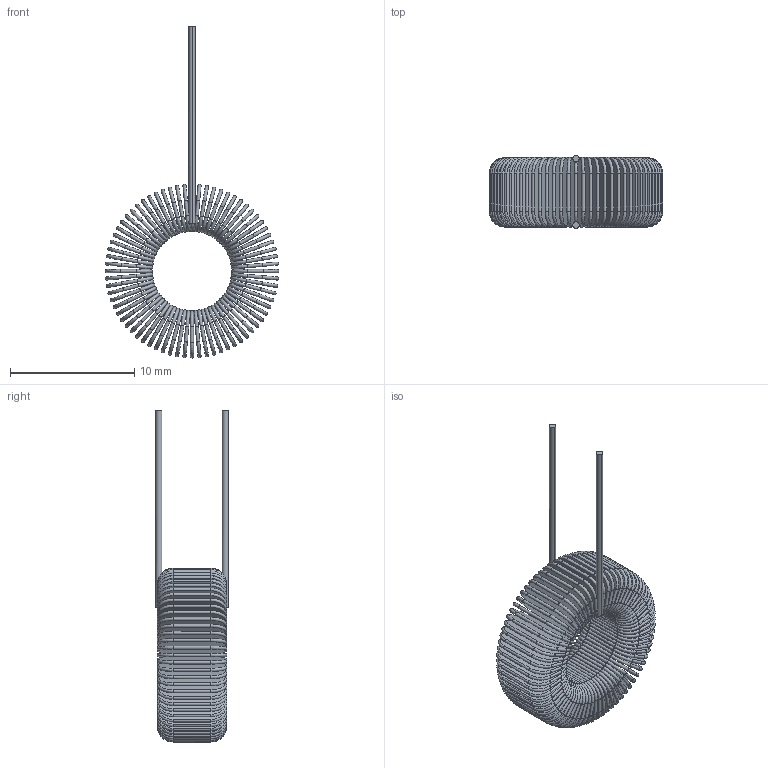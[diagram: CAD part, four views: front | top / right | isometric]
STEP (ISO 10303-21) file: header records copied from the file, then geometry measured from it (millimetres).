
FILE_DESCRIPTION((''),'2;1');
FILE_NAME('5706-RC','2012-08-14T',('ryans'),('Bourns, Inc.'),'PRO/ENGINEER BY PARAMETRIC TECHNOLOGY CORPORATION, 2010100','PRO/ENGINEER BY PARAMETRIC TECHNOLOGY CORPORATION, 2010100','');
FILE_SCHEMA(('CONFIG_CONTROL_DESIGN'));
Length unit declared in the file: inch
Products named in the file (1): 5706-RC
Bounding box: 13.97 x 5.84 x 26.67 mm (x, y, z)
Volume: 361.9 mm3; surface area: 3084.1 mm2
Topology: 70 solids, 70 shells, 726 faces, 1770 edges, 1180 vertices
Faces by surface type: cylinder 290, torus 288, plane 148
Entity records: 22193 total; most frequent: DIRECTION 4364, CARTESIAN_POINT 4005, ORIENTED_EDGE 3540, AXIS2_PLACEMENT_3D 1890, EDGE_CURVE 1770, VERTEX_POINT 1180, CIRCLE 1164, EDGE_LOOP 726
